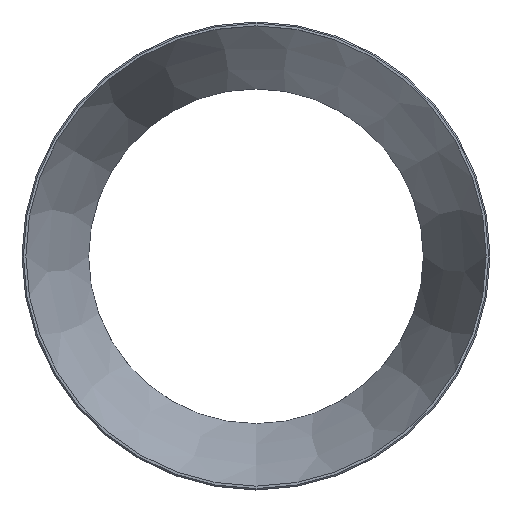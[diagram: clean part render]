
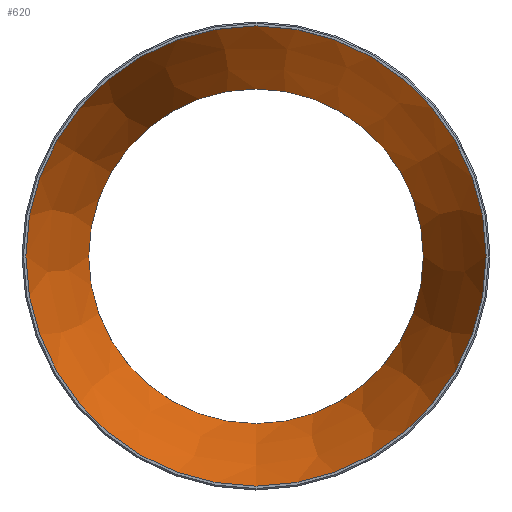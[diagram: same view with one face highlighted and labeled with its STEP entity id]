
A CAD part, top view. The second image highlights one B-rep face of the part: STEP entity #620.
In plain terms, the highlighted conical face has half-angle 20.556 degrees and reference radius 475 mm.
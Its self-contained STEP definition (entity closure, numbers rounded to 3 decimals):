
#44=FACE_OUTER_BOUND('',#91,.T.);
#91=EDGE_LOOP('',(#418,#419,#420,#421));
#142=LINE('',#1021,#185);
#185=VECTOR('',#791,475.);
#228=CIRCLE('',#685,400.);
#229=CIRCLE('',#687,550.);
#275=VERTEX_POINT('',#1016);
#276=VERTEX_POINT('',#1020);
#323=EDGE_CURVE('',#275,#275,#228,.T.);
#325=EDGE_CURVE('',#275,#276,#142,.T.);
#326=EDGE_CURVE('',#276,#276,#229,.T.);
#418=ORIENTED_EDGE('',*,*,#323,.T.);
#419=ORIENTED_EDGE('',*,*,#325,.T.);
#420=ORIENTED_EDGE('',*,*,#326,.F.);
#421=ORIENTED_EDGE('',*,*,#325,.F.);
#592=CONICAL_SURFACE('',#686,475.,0.359);
#620=ADVANCED_FACE('',(#44),#592,.F.);
#685=AXIS2_PLACEMENT_3D('',#1017,#786,#787);
#686=AXIS2_PLACEMENT_3D('',#1019,#789,#790);
#687=AXIS2_PLACEMENT_3D('',#1022,#792,#793);
#786=DIRECTION('center_axis',(0.,0.,-1.));
#787=DIRECTION('ref_axis',(1.,0.,0.));
#789=DIRECTION('center_axis',(0.,0.,1.));
#790=DIRECTION('ref_axis',(0.,1.,0.));
#791=DIRECTION('',(0.,-0.351,0.936));
#792=DIRECTION('center_axis',(0.,0.,-1.));
#793=DIRECTION('ref_axis',(1.,0.,0.));
#1016=CARTESIAN_POINT('',(0.,-400.,0.));
#1017=CARTESIAN_POINT('Origin',(0.,0.,0.));
#1019=CARTESIAN_POINT('Origin',(0.,0.,200.));
#1020=CARTESIAN_POINT('',(0.,-550.,400.));
#1021=CARTESIAN_POINT('',(0.,-475.,200.));
#1022=CARTESIAN_POINT('Origin',(0.,0.,400.));
